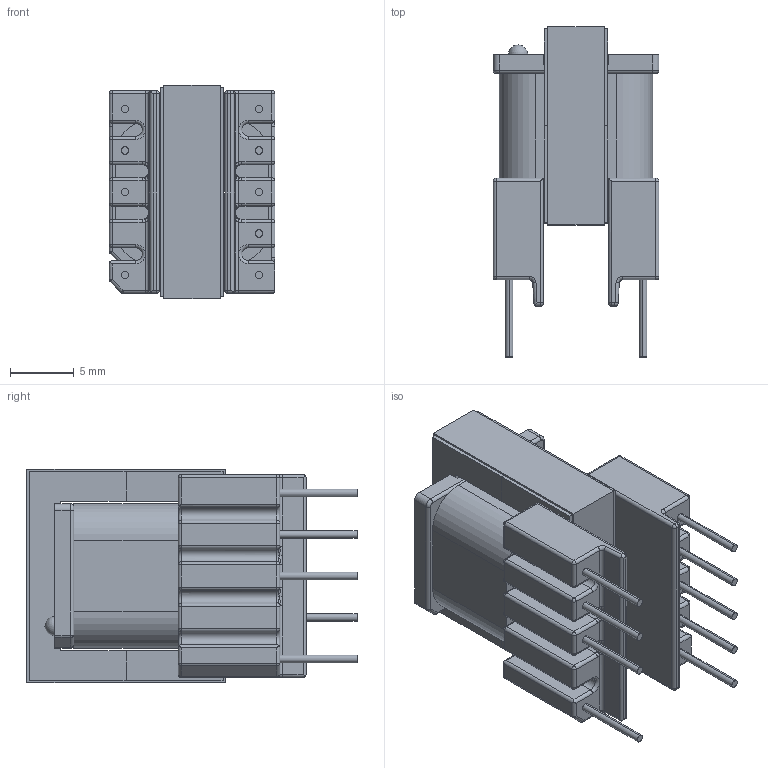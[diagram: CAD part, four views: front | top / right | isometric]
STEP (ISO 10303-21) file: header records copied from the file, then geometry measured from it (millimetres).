
FILE_DESCRIPTION (( 'STEP AP214' ), '1' );
FILE_NAME ('EE16-7-5_5836_MP2.STEP', '2021-05-06T21:48:49', ( '' ), ( '' ), 'SwSTEP 2.0', 'SolidWorks 2017', '' );
FILE_SCHEMA (( 'AUTOMOTIVE_DESIGN' ));
Length unit declared in the file: millimetre
Products named in the file (5): 440-9989-1261; 150-1261_6C; 070-5836_coil; EE16-7-5_5836_MP2; 070-5836_6A
Assembly tree (5 placements, depth 2):
  EE16-7-5_5836_MP2
    070-5836_6A
    070-5836_coil
    150-1261_6C  x2
    440-9989-1261
Bounding box: 13 x 25.86 x 16.72 mm (x, y, z)
Volume: 2849.5 mm3; surface area: 4431.9 mm2
Topology: 5 solids, 5 shells, 377 faces, 908 edges, 508 vertices
Faces by surface type: cylinder 156, plane 124, sphere 42, bspline 28, torus 27
Entity records: 12171 total; most frequent: CARTESIAN_POINT 3746, DIRECTION 1680, ORIENTED_EDGE 1658, EDGE_CURVE 829, AXIS2_PLACEMENT_3D 629, VERTEX_POINT 483, LINE 422, VECTOR 422
